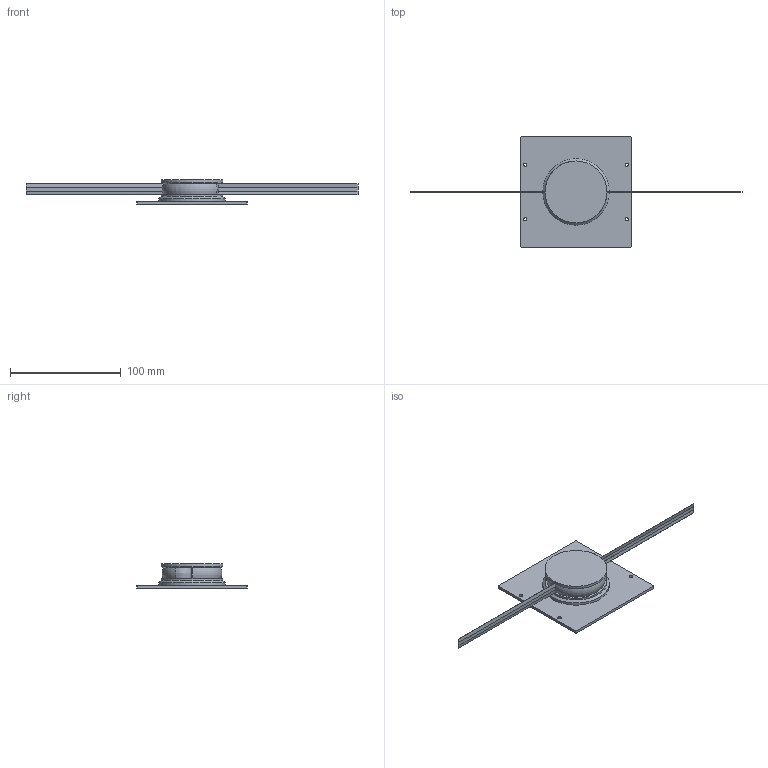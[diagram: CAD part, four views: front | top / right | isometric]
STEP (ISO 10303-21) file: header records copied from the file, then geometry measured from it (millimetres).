
FILE_DESCRIPTION(('STEP AP203'), '1');
FILE_NAME('Bobyshka_dlya_antenn18_svoya', '', ('UNSPECIFIED'), ('UNSPECIFIED'), 'C3D Converter', 'C3D Toolkit', '');
FILE_SCHEMA(('CONFIG_CONTROL_DESIGN'));
Length unit declared in the file: millimetre
Bounding box: 300 x 100 x 21.9 mm (x, y, z)
Volume: 46843.9 mm3; surface area: 34882.1 mm2
Topology: 1 solids, 1 shells, 85 faces, 217 edges, 138 vertices
Faces by surface type: plane 66, cylinder 12, cone 3, bspline 2, torus 2
Full cylindrical faces by diameter (mm): 2.8 x2, 3 x4, 40 x1, 56 x2, 60 x1
Entity records: 3868 total; most frequent: CARTESIAN_POINT 1678, ORIENTED_EDGE 408, DIRECTION 402, EDGE_CURVE 204, LINE 146, VECTOR 146, VERTEX_POINT 138, AXIS2_PLACEMENT_3D 128
